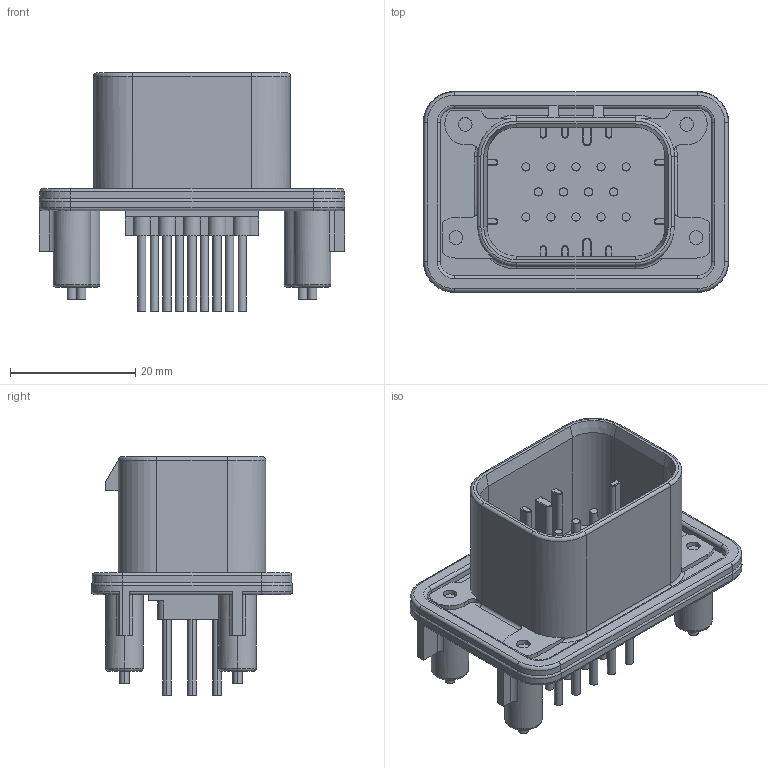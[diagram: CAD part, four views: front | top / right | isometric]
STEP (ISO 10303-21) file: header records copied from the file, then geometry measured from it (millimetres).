
FILE_DESCRIPTION(('FreeCAD Model'),'2;1');
FILE_NAME('AmpSeal-14.step','2018-02-07T18:23:33',( 'kicad StepUp'),('ksu MCAD'),'Open CASCADE STEP processor 6.8', 'FreeCAD','Unknown');
FILE_SCHEMA(('AUTOMOTIVE_DESIGN_CC2 { 1 2 10303 214 -1 1 5 4 }'));
Length unit declared in the file: millimetre
Products named in the file (1): AmpSeal-14
Bounding box: 48.8 x 32.1 x 38.05 mm (x, y, z)
Volume: 9586.7 mm3; surface area: 10514.9 mm2
Topology: 1 solids, 1 shells, 405 faces, 1002 edges, 640 vertices
Faces by surface type: cylinder 194, plane 161, torus 46, cone 4
Entity records: 12173 total; most frequent: DIRECTION 2258, CARTESIAN_POINT 2144, ORIENTED_EDGE 2004, EDGE_CURVE 1002, AXIS2_PLACEMENT_3D 862, VERTEX_POINT 640, LINE 534, VECTOR 534
